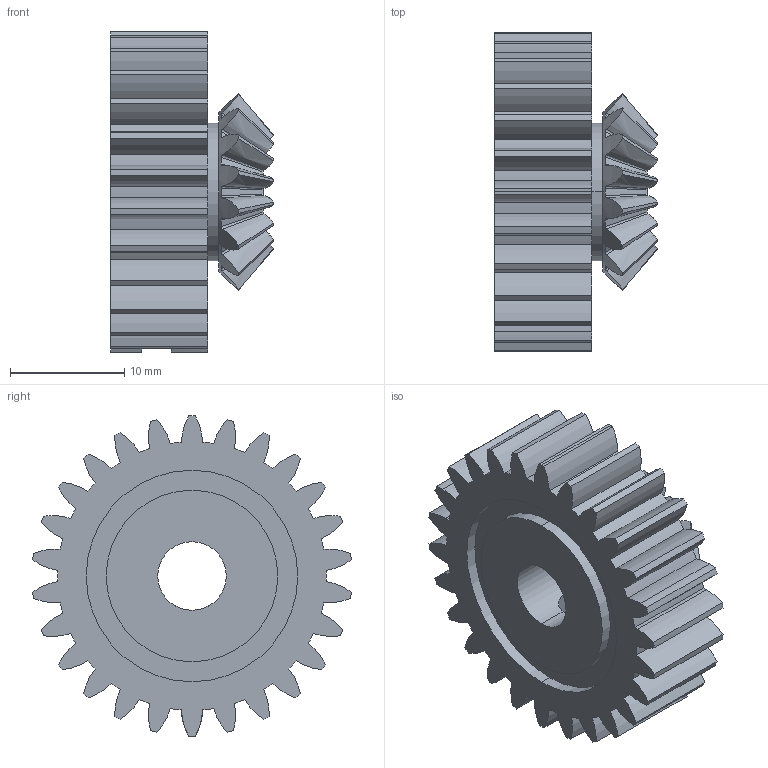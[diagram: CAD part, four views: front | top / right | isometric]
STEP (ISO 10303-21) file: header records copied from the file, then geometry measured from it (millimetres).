
FILE_DESCRIPTION (( 'STEP AP214' ), '1' );
FILE_NAME ('small_bevel_gear1M_merged_with_spur_gear26T_28302601_35550701.step', '2023-05-17T11:19:05', ( '' ), ( '' ), 'SwSTEP 2.0', 'SolidWorks 2022', '' );
FILE_SCHEMA (( 'AUTOMOTIVE_DESIGN' ));
Length unit declared in the file: millimetre
Products named in the file (1): small_bevel_gear1M_merged_with_spur_gear26T_28302601_35550701
Bounding box: 14.24 x 27.86 x 28 mm (x, y, z)
Volume: 4390.8 mm3; surface area: 3404.7 mm2
Topology: 1 solids, 1 shells, 234 faces, 682 edges, 454 vertices
Faces by surface type: cylinder 126, bspline 80, cone 20, plane 8
Entity records: 9400 total; most frequent: CARTESIAN_POINT 3617, ORIENTED_EDGE 1364, DIRECTION 1062, EDGE_CURVE 682, VERTEX_POINT 454, AXIS2_PLACEMENT_3D 433, CIRCLE 278, EDGE_LOOP 242
